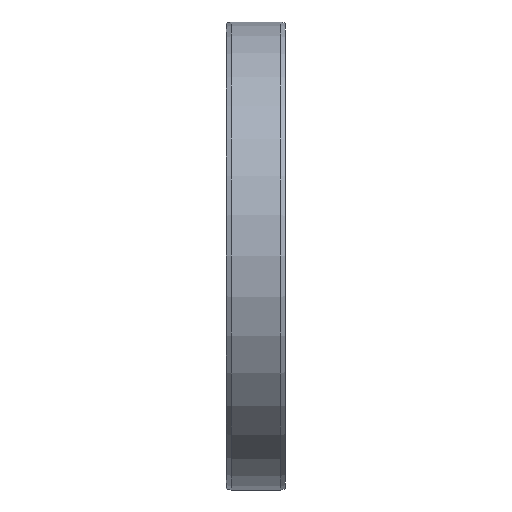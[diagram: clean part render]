
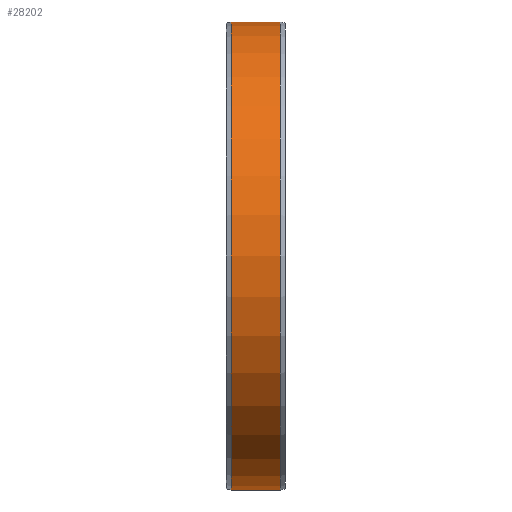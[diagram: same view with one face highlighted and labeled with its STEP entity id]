
A CAD part, left-side view. The second image highlights one B-rep face of the part: STEP entity #28202.
In plain terms, the highlighted cylindrical face has radius 47.5 mm (diameter 95 mm), a partial arc.
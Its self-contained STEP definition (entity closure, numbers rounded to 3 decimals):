
#27314=CARTESIAN_POINT('',(0.,5.,0.));
#27315=DIRECTION('',(0.,1.,0.));
#27316=DIRECTION('',(0.,0.,-1.));
#27317=AXIS2_PLACEMENT_3D('',#27314,#27315,#27316);
#27344=DIRECTION('',(0.,1.,0.));
#27345=VECTOR('',#27344,10.);
#27346=CARTESIAN_POINT('',(0.,-5.,-47.5));
#27347=LINE('',#27346,#27345);
#27359=DIRECTION('',(0.,1.,0.));
#27360=VECTOR('',#27359,10.);
#27361=CARTESIAN_POINT('',(0.,-5.,47.5));
#27362=LINE('',#27361,#27360);
#27366=CARTESIAN_POINT('',(0.,-5.,0.));
#27367=DIRECTION('',(0.,1.,0.));
#27368=DIRECTION('',(0.,0.,-1.));
#27369=AXIS2_PLACEMENT_3D('',#27366,#27367,#27368);
#27804=CARTESIAN_POINT('',(0.,-5.,-47.5));
#27806=VERTEX_POINT('',#27804);
#27807=CARTESIAN_POINT('',(0.,5.,-47.5));
#27808=VERTEX_POINT('',#27807);
#27822=CARTESIAN_POINT('',(0.,-5.,47.5));
#27824=VERTEX_POINT('',#27822);
#27825=CARTESIAN_POINT('',(0.,5.,47.5));
#27826=VERTEX_POINT('',#27825);
#28191=CARTESIAN_POINT('',(0.,-6.6,0.));
#28192=DIRECTION('',(0.,1.,0.));
#28193=DIRECTION('',(0.,0.,-1.));
#28194=AXIS2_PLACEMENT_3D('',#28191,#28192,#28193);
#28195=CYLINDRICAL_SURFACE('',#28194,47.5);
#28196=ORIENTED_EDGE('',*,*,#28182,.T.);
#28197=ORIENTED_EDGE('',*,*,#28159,.T.);
#28198=ORIENTED_EDGE('',*,*,#28185,.F.);
#28199=ORIENTED_EDGE('',*,*,#27877,.F.);
#28200=EDGE_LOOP('',(#28196,#28197,#28198,#28199));
#28201=FACE_OUTER_BOUND('',#28200,.F.);
#27318=CIRCLE('',#27317,47.5);
#27370=CIRCLE('',#27369,47.5);
#27877=EDGE_CURVE('',#27806,#27824,#27370,.T.);
#28159=EDGE_CURVE('',#27808,#27826,#27318,.T.);
#28182=EDGE_CURVE('',#27806,#27808,#27347,.T.);
#28185=EDGE_CURVE('',#27824,#27826,#27362,.T.);
#28202=ADVANCED_FACE('',(#28201),#28195,.T.);
